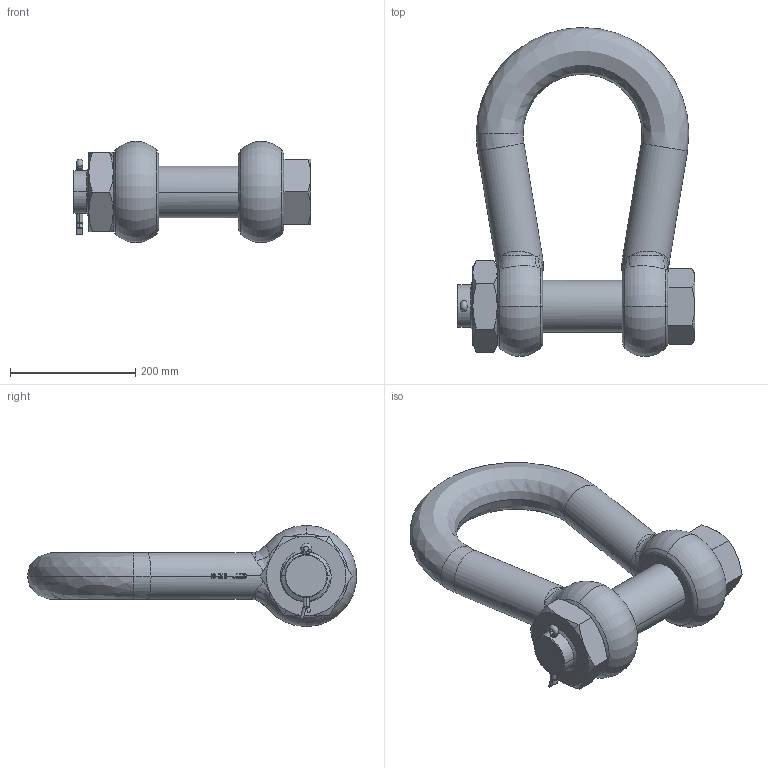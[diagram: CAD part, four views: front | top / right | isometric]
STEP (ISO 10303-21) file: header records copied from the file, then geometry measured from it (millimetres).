
FILE_DESCRIPTION(('STEP AP214'),'1');
FILE_NAME('poghmb75.stp','2017-03-31T16:53:32',('TraceParts'),('TraceParts S.A.'),'Spatial InterOp 3D',' ',' ');
FILE_SCHEMA(('automotive_design'));
Length unit declared in the file: millimetre
Products named in the file (4): poghmb75_1; poghmb75_2; poghmb75_3; poghmb75_4
Bounding box: 380 x 525.91 x 162 mm (x, y, z)
Volume: 7914555.7 mm3; surface area: 517652.9 mm2
Topology: 4 solids, 4 shells, 771 faces, 2136 edges, 1396 vertices
Faces by surface type: bspline 356, plane 242, cylinder 134, cone 28, torus 11
Entity records: 42779 total; most frequent: CARTESIAN_POINT 26231, ORIENTED_EDGE 4272, EDGE_CURVE 2136, DIRECTION 2105, VERTEX_POINT 1396, LINE 907, VECTOR 907, B_SPLINE_CURVE_WITH_KNOTS 874
